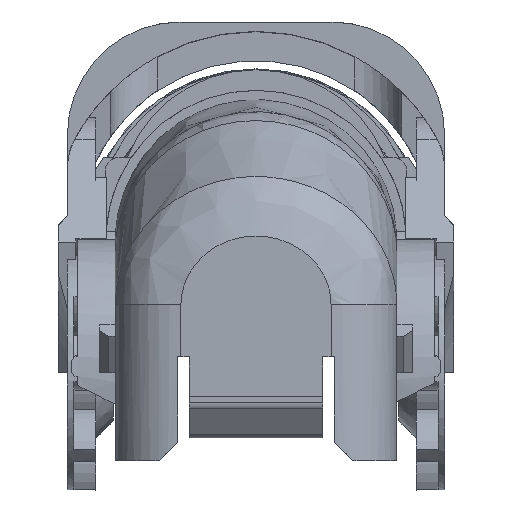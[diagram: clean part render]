
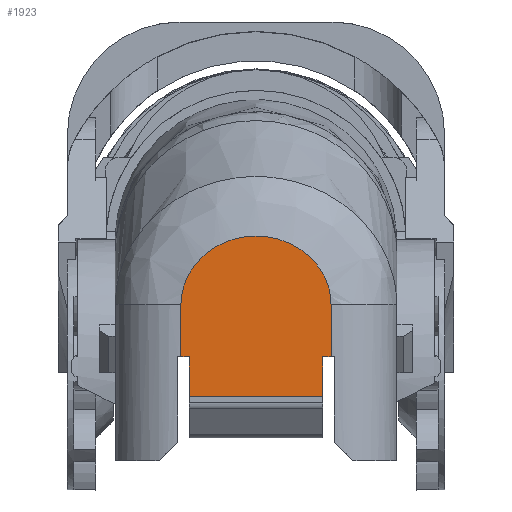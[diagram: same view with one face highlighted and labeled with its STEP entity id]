
A CAD part, front view. The second image highlights one B-rep face of the part: STEP entity #1923.
In plain terms, the highlighted planar face has unit normal (0, -1, 0).
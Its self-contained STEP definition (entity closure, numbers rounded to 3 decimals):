
#105=B_SPLINE_CURVE_WITH_KNOTS('',3,(#10393,#10394,#10395,#10396,#10397,
#10398,#10399,#10400,#10401,#10402),.UNSPECIFIED.,.F.,.F.,(4,2,2,2,4),(0.,
0.25,0.5,0.75,1.),.UNSPECIFIED.);
#241=PLANE('',#6613);
#470=FACE_OUTER_BOUND('',#2413,.T.);
#733=LINE('',#8974,#1296);
#736=LINE('',#8989,#1299);
#957=LINE('',#10159,#1520);
#972=LINE('',#10387,#1535);
#973=LINE('',#10390,#1536);
#974=LINE('',#10392,#1537);
#975=LINE('',#10403,#1538);
#1296=VECTOR('',#7113,1.);
#1299=VECTOR('',#7126,1.);
#1520=VECTOR('',#7687,1.);
#1535=VECTOR('',#7716,1.);
#1536=VECTOR('',#7717,1.);
#1537=VECTOR('',#7718,1.);
#1538=VECTOR('',#7719,1.);
#1923=ADVANCED_FACE('',(#470),#241,.T.);
#2413=EDGE_LOOP('',(#3298,#3299,#3300,#3301,#3302,#3303,#3304,#3305));
#3298=ORIENTED_EDGE('',*,*,#5610,.F.);
#3299=ORIENTED_EDGE('',*,*,#5611,.T.);
#3300=ORIENTED_EDGE('',*,*,#5612,.F.);
#3301=ORIENTED_EDGE('',*,*,#5237,.T.);
#3302=ORIENTED_EDGE('',*,*,#5613,.T.);
#3303=ORIENTED_EDGE('',*,*,#5230,.T.);
#3304=ORIENTED_EDGE('',*,*,#5589,.T.);
#3305=ORIENTED_EDGE('',*,*,#5614,.F.);
#4612=VERTEX_POINT('',#8973);
#4613=VERTEX_POINT('',#8975);
#4619=VERTEX_POINT('',#8988);
#4620=VERTEX_POINT('',#8990);
#4864=VERTEX_POINT('',#10158);
#4879=VERTEX_POINT('',#10388);
#4880=VERTEX_POINT('',#10389);
#4881=VERTEX_POINT('',#10391);
#5230=EDGE_CURVE('',#4613,#4612,#733,.T.);
#5237=EDGE_CURVE('',#4620,#4619,#736,.T.);
#5589=EDGE_CURVE('',#4612,#4864,#957,.T.);
#5610=EDGE_CURVE('',#4879,#4880,#972,.T.);
#5611=EDGE_CURVE('',#4879,#4881,#973,.T.);
#5612=EDGE_CURVE('',#4620,#4881,#974,.T.);
#5613=EDGE_CURVE('',#4619,#4613,#105,.T.);
#5614=EDGE_CURVE('',#4880,#4864,#975,.T.);
#6613=AXIS2_PLACEMENT_3D('',#10404,#7720,#7721);
#7113=DIRECTION('',(0.,0.,-1.));
#7126=DIRECTION('',(0.,0.,1.));
#7687=DIRECTION('',(1.,0.,0.));
#7716=DIRECTION('',(-1.,0.,0.));
#7717=DIRECTION('',(0.,0.,1.));
#7718=DIRECTION('',(-1.,0.,0.));
#7719=DIRECTION('',(0.,0.,1.));
#7720=DIRECTION('',(0.,-1.,0.));
#7721=DIRECTION('',(0.,0.,-1.));
#8973=CARTESIAN_POINT('',(13.,2.58,31.09));
#8974=CARTESIAN_POINT('',(13.,2.58,27.755));
#8975=CARTESIAN_POINT('',(13.,2.58,36.684));
#8988=CARTESIAN_POINT('',(29.,2.58,36.684));
#8989=CARTESIAN_POINT('',(29.,2.58,27.755));
#8990=CARTESIAN_POINT('',(29.,2.58,31.09));
#10158=CARTESIAN_POINT('',(13.87,2.58,31.09));
#10159=CARTESIAN_POINT('',(29.33,2.58,31.09));
#10387=CARTESIAN_POINT('',(36.,2.58,26.741));
#10388=CARTESIAN_POINT('',(28.13,2.58,26.741));
#10389=CARTESIAN_POINT('',(13.87,2.58,26.741));
#10390=CARTESIAN_POINT('',(28.13,2.58,27.755));
#10391=CARTESIAN_POINT('',(28.13,2.58,31.09));
#10392=CARTESIAN_POINT('',(36.,2.58,31.09));
#10393=CARTESIAN_POINT('',(29.,2.58,36.684));
#10394=CARTESIAN_POINT('',(29.,2.58,38.705));
#10395=CARTESIAN_POINT('',(28.029,2.58,40.616));
#10396=CARTESIAN_POINT('',(24.989,2.58,43.259));
#10397=CARTESIAN_POINT('',(23.013,2.58,43.958));
#10398=CARTESIAN_POINT('',(19.,2.58,43.961));
#10399=CARTESIAN_POINT('',(17.002,2.58,43.249));
#10400=CARTESIAN_POINT('',(13.988,2.58,40.633));
#10401=CARTESIAN_POINT('',(13.,2.58,38.704));
#10402=CARTESIAN_POINT('',(13.,2.58,36.684));
#10403=CARTESIAN_POINT('',(13.87,2.58,27.755));
#10404=CARTESIAN_POINT('',(36.,2.58,27.755));
